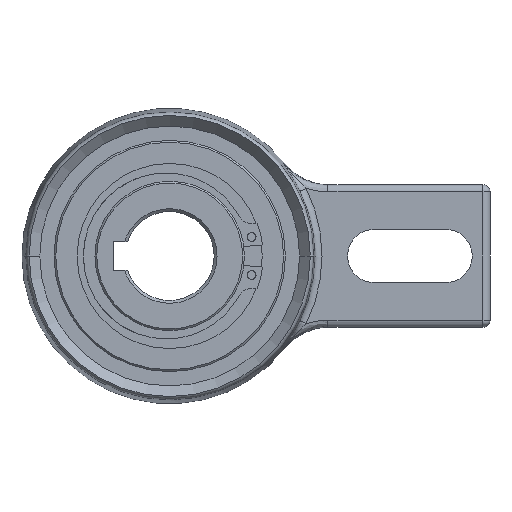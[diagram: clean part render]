
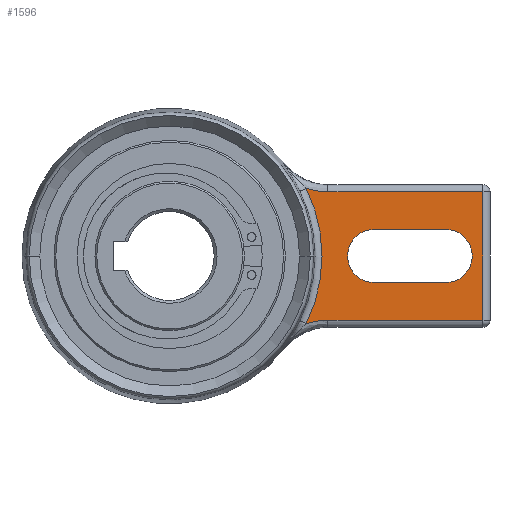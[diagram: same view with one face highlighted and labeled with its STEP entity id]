
A CAD part, left-side view. The second image highlights one B-rep face of the part: STEP entity #1596.
In plain terms, the highlighted planar face has unit normal (-1, 0, 0).
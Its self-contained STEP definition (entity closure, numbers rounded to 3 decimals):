
#471=DIRECTION('',(0.,1.,0.));
#472=VECTOR('',#471,43.535);
#473=CARTESIAN_POINT('',(-6.,-88.,18.));
#474=LINE('',#473,#472);
#494=DIRECTION('',(0.,0.,1.));
#495=VECTOR('',#494,36.);
#496=CARTESIAN_POINT('',(-6.,-88.,-18.));
#497=LINE('',#496,#495);
#502=CARTESIAN_POINT('',(-6.,-44.465,
-18.));
#503=CARTESIAN_POINT('',(-6.,-43.766,
-18.));
#504=CARTESIAN_POINT('',(-6.,-42.38,
-18.08));
#505=CARTESIAN_POINT('',(-6.,-40.318,
-18.437));
#506=CARTESIAN_POINT('',(-6.,-38.986,
-18.829));
#507=CARTESIAN_POINT('',(-6.,-38.328,
-19.064));
#509=CARTESIAN_POINT('',(-6.,0.,0.));
#510=DIRECTION('',(-1.,0.,0.));
#511=DIRECTION('',(0.,-0.895,-0.445));
#512=AXIS2_PLACEMENT_3D('',#509,#510,#511);
#514=CARTESIAN_POINT('',(-6.,0.,0.));
#515=DIRECTION('',(-1.,0.,0.));
#516=DIRECTION('',(0.,-1.,-0.004));
#517=AXIS2_PLACEMENT_3D('',#514,#515,#516);
#519=CARTESIAN_POINT('',(-6.,-57.5,0.));
#520=DIRECTION('',(-1.,0.,0.));
#521=DIRECTION('',(0.,0.,1.));
#522=AXIS2_PLACEMENT_3D('',#519,#520,#521);
#524=DIRECTION('',(0.,-1.,0.));
#525=VECTOR('',#524,20.);
#526=CARTESIAN_POINT('',(-6.,-57.5,-7.5));
#527=LINE('',#526,#525);
#528=CARTESIAN_POINT('',(-6.,-77.5,0.));
#529=DIRECTION('',(-1.,0.,0.));
#530=DIRECTION('',(0.,0.,-1.));
#531=AXIS2_PLACEMENT_3D('',#528,#529,#530);
#533=DIRECTION('',(0.,1.,0.));
#534=VECTOR('',#533,20.);
#535=CARTESIAN_POINT('',(-6.,-77.5,7.5));
#536=LINE('',#535,#534);
#541=DIRECTION('',(0.,-1.,0.));
#542=VECTOR('',#541,43.535);
#543=CARTESIAN_POINT('',(-6.,-44.465,
-18.));
#544=LINE('',#543,#542);
#595=CARTESIAN_POINT('',(-6.,-44.465,18.));
#596=CARTESIAN_POINT('',(-6.,-43.767,18.));
#597=CARTESIAN_POINT('',(-6.,-42.382,18.079));
#598=CARTESIAN_POINT('',(-6.,-40.319,18.437));
#599=CARTESIAN_POINT('',(-6.,-38.986,18.829));
#600=CARTESIAN_POINT('',(-6.,-38.328,19.064));
#901=CARTESIAN_POINT('',(-6.,-42.807,-0.161));
#902=CARTESIAN_POINT('',(-6.,-38.328,19.064));
#903=VERTEX_POINT('',#901);
#904=VERTEX_POINT('',#902);
#905=CARTESIAN_POINT('',(-6.,-38.328,-19.064));
#906=VERTEX_POINT('',#905);
#907=CARTESIAN_POINT('',(-6.,-88.,-18.));
#908=CARTESIAN_POINT('',(-6.,-88.,18.));
#909=VERTEX_POINT('',#907);
#910=VERTEX_POINT('',#908);
#911=CARTESIAN_POINT('',(-6.,-44.465,
-18.));
#912=VERTEX_POINT('',#911);
#913=VERTEX_POINT('',#595);
#914=CARTESIAN_POINT('',(-6.,-57.5,7.5));
#915=CARTESIAN_POINT('',(-6.,-57.5,-7.5));
#916=VERTEX_POINT('',#914);
#917=VERTEX_POINT('',#915);
#918=CARTESIAN_POINT('',(-6.,-77.5,-7.5));
#919=VERTEX_POINT('',#918);
#920=CARTESIAN_POINT('',(-6.,-77.5,7.5));
#921=VERTEX_POINT('',#920);
#1568=CARTESIAN_POINT('',(-6.,0.,0.));
#1569=DIRECTION('',(1.,0.,0.));
#1570=DIRECTION('',(0.,0.,-1.));
#1571=AXIS2_PLACEMENT_3D('',#1568,#1569,#1570);
#1572=PLANE('',#1571);
#1573=ORIENTED_EDGE('',*,*,#1559,.F.);
#1575=ORIENTED_EDGE('',*,*,#1574,.F.);
#1576=ORIENTED_EDGE('',*,*,#1311,.T.);
#1578=ORIENTED_EDGE('',*,*,#1577,.T.);
#1580=ORIENTED_EDGE('',*,*,#1579,.T.);
#1582=ORIENTED_EDGE('',*,*,#1581,.F.);
#1583=ORIENTED_EDGE('',*,*,#1534,.F.);
#1584=EDGE_LOOP('',(#1573,#1575,#1576,#1578,#1580,#1582,#1583));
#1585=FACE_OUTER_BOUND('',#1584,.F.);
#1587=ORIENTED_EDGE('',*,*,#1586,.T.);
#1589=ORIENTED_EDGE('',*,*,#1588,.T.);
#1591=ORIENTED_EDGE('',*,*,#1590,.T.);
#1593=ORIENTED_EDGE('',*,*,#1592,.T.);
#1594=EDGE_LOOP('',(#1587,#1589,#1591,#1593));
#1595=FACE_BOUND('',#1594,.F.);
#508=B_SPLINE_CURVE_WITH_KNOTS('',3,(#502,#503,#504,#505,#506,#507),
.UNSPECIFIED.,.F.,.F.,(4,1,1,4),(0.,0.333,0.667,1.),
.UNSPECIFIED.);
#513=CIRCLE('',#512,42.808);
#518=CIRCLE('',#517,42.808);
#523=CIRCLE('',#522,7.5);
#532=CIRCLE('',#531,7.5);
#601=B_SPLINE_CURVE_WITH_KNOTS('',3,(#595,#596,#597,#598,#599,#600),
.UNSPECIFIED.,.F.,.F.,(4,1,1,4),(0.,0.333,0.667,1.),
.UNSPECIFIED.);
#1311=EDGE_CURVE('',#912,#906,#508,.T.);
#1534=EDGE_CURVE('',#910,#913,#474,.T.);
#1559=EDGE_CURVE('',#909,#910,#497,.T.);
#1574=EDGE_CURVE('',#912,#909,#544,.T.);
#1577=EDGE_CURVE('',#906,#903,#513,.T.);
#1579=EDGE_CURVE('',#903,#904,#518,.T.);
#1581=EDGE_CURVE('',#913,#904,#601,.T.);
#1586=EDGE_CURVE('',#916,#917,#523,.T.);
#1588=EDGE_CURVE('',#917,#919,#527,.T.);
#1590=EDGE_CURVE('',#919,#921,#532,.T.);
#1592=EDGE_CURVE('',#921,#916,#536,.T.);
#1596=ADVANCED_FACE('',(#1585,#1595),#1572,.F.);
